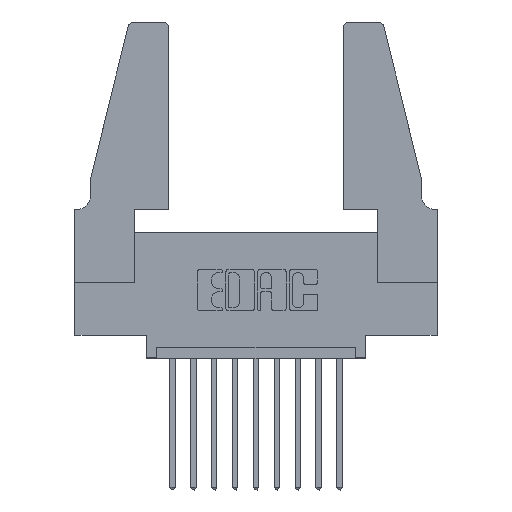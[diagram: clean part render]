
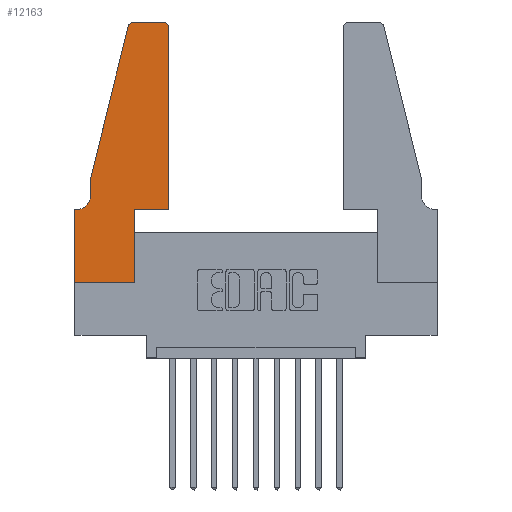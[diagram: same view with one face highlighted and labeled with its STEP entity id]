
A CAD part, top view. The second image highlights one B-rep face of the part: STEP entity #12163.
In plain terms, the highlighted planar face has unit normal (0, 0, 1).
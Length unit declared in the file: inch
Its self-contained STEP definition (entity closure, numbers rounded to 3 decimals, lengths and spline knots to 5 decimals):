
#73 = PLANE ( 'NONE',  #9324 ) ;
#166 = EDGE_LOOP ( 'NONE', ( #10628, #12754, #5226, #12882, #1085, #10748, #3401, #829, #7156, #3339, #4513, #2334 ) ) ;
#318 = EDGE_CURVE ( 'NONE', #11246, #10265, #8255, .T. ) ;
#364 = CARTESIAN_POINT ( 'NONE',  ( 0.4505, 0.35, 0.37 ) ) ;
#417 = VERTEX_POINT ( 'NONE', #5657 ) ;
#808 = CIRCLE ( 'NONE', #1122, 0.07 ) ;
#829 = ORIENTED_EDGE ( 'NONE', *, *, #5056, .T. ) ;
#1043 = DIRECTION ( 'NONE',  ( -1., 0., 0. ) ) ;
#1085 = ORIENTED_EDGE ( 'NONE', *, *, #3022, .T. ) ;
#1122 = AXIS2_PLACEMENT_3D ( 'NONE', #11642, #3209, #10632 ) ;
#1132 = LINE ( 'NONE', #11772, #9968 ) ;
#1152 = VERTEX_POINT ( 'NONE', #1988 ) ;
#1184 = DIRECTION ( 'NONE',  ( 1., 0., 0. ) ) ;
#1451 = VECTOR ( 'NONE', #5288, 39.37008 ) ;
#1542 = CARTESIAN_POINT ( 'NONE',  ( 0.4205, 1.25, 0.37 ) ) ;
#1988 = CARTESIAN_POINT ( 'NONE',  ( 0.284, 1.25, 0.37 ) ) ;
#1995 = VERTEX_POINT ( 'NONE', #364 ) ;
#2042 = DIRECTION ( 'NONE',  ( 1., 0., 0. ) ) ;
#2155 = CARTESIAN_POINT ( 'NONE',  ( 0.4505, 0.35, 0.37 ) ) ;
#2195 = DIRECTION ( 'NONE',  ( 0., -1., 0. ) ) ;
#2334 = ORIENTED_EDGE ( 'NONE', *, *, #8206, .T. ) ;
#2454 = VERTEX_POINT ( 'NONE', #9292 ) ;
#2536 = EDGE_CURVE ( 'NONE', #1995, #10552, #10311, .T. ) ;
#2740 = VECTOR ( 'NONE', #11935, 39.37008 ) ;
#2992 = DIRECTION ( 'NONE',  ( 0., 0., 1. ) ) ;
#3022 = EDGE_CURVE ( 'NONE', #2454, #12065, #808, .T. ) ;
#3209 = DIRECTION ( 'NONE',  ( 0., 0., -1. ) ) ;
#3272 = VERTEX_POINT ( 'NONE', #1542 ) ;
#3326 = AXIS2_PLACEMENT_3D ( 'NONE', #7295, #2992, #2042 ) ;
#3335 = VECTOR ( 'NONE', #9632, 39.37008 ) ;
#3339 = ORIENTED_EDGE ( 'NONE', *, *, #6473, .T. ) ;
#3401 = ORIENTED_EDGE ( 'NONE', *, *, #12804, .T. ) ;
#3680 = EDGE_CURVE ( 'NONE', #12065, #10316, #1132, .T. ) ;
#3746 = DIRECTION ( 'NONE',  ( 1., 0., 0. ) ) ;
#3960 = DIRECTION ( 'NONE',  ( 1., 0., 0. ) ) ;
#3996 = DIRECTION ( 'NONE',  ( 0., -1., 0. ) ) ;
#4156 = EDGE_CURVE ( 'NONE', #1152, #9150, #7228, .T. ) ;
#4282 = CIRCLE ( 'NONE', #7809, 0.03 ) ;
#4321 = EDGE_CURVE ( 'NONE', #3272, #1152, #8480, .T. ) ;
#4357 = EDGE_CURVE ( 'NONE', #9150, #9530, #12404, .T. ) ;
#4513 = ORIENTED_EDGE ( 'NONE', *, *, #2536, .T. ) ;
#4556 = DIRECTION ( 'NONE',  ( -1., 0., 0. ) ) ;
#4670 = LINE ( 'NONE', #11145, #5327 ) ;
#5056 = EDGE_CURVE ( 'NONE', #417, #11246, #4670, .T. ) ;
#5214 = CARTESIAN_POINT ( 'NONE',  ( 0.0755, 0.5, 0.37 ) ) ;
#5226 = ORIENTED_EDGE ( 'NONE', *, *, #4357, .T. ) ;
#5288 = DIRECTION ( 'NONE',  ( 0., 1., 0. ) ) ;
#5296 = LINE ( 'NONE', #8278, #6949 ) ;
#5327 = VECTOR ( 'NONE', #13469, 39.37008 ) ;
#5657 = CARTESIAN_POINT ( 'NONE',  ( 0., 0., 0.37 ) ) ;
#5853 = CARTESIAN_POINT ( 'NONE',  ( 0., 0.35, 0.37 ) ) ;
#6319 = FACE_OUTER_BOUND ( 'NONE', #166, .T. ) ;
#6473 = EDGE_CURVE ( 'NONE', #10265, #1995, #11062, .T. ) ;
#6587 = CARTESIAN_POINT ( 'NONE',  ( 0.0755, 0.5, 0.37 ) ) ;
#6672 = CARTESIAN_POINT ( 'NONE',  ( 0.2865, 0., 0.37 ) ) ;
#6949 = VECTOR ( 'NONE', #3996, 39.37008 ) ;
#7156 = ORIENTED_EDGE ( 'NONE', *, *, #318, .T. ) ;
#7228 = CIRCLE ( 'NONE', #3326, 0.03 ) ;
#7295 = CARTESIAN_POINT ( 'NONE',  ( 0.284, 1.22, 0.37 ) ) ;
#7329 = CARTESIAN_POINT ( 'NONE',  ( 0., 0.35, 0.37 ) ) ;
#7809 = AXIS2_PLACEMENT_3D ( 'NONE', #12320, #10254, #3960 ) ;
#7908 = CARTESIAN_POINT ( 'NONE',  ( 0.4505, 0.35, 0.37 ) ) ;
#8206 = EDGE_CURVE ( 'NONE', #10552, #3272, #4282, .T. ) ;
#8255 = LINE ( 'NONE', #12941, #3335 ) ;
#8278 = CARTESIAN_POINT ( 'NONE',  ( 0., 0., 0.37 ) ) ;
#8279 = VECTOR ( 'NONE', #3746, 39.37008 ) ;
#8480 = LINE ( 'NONE', #12959, #8642 ) ;
#8642 = VECTOR ( 'NONE', #1043, 39.37008 ) ;
#9150 = VERTEX_POINT ( 'NONE', #12774 ) ;
#9292 = CARTESIAN_POINT ( 'NONE',  ( 0.0755, 0.42, 0.37 ) ) ;
#9324 = AXIS2_PLACEMENT_3D ( 'NONE', #7329, #12553, #1184 ) ;
#9530 = VERTEX_POINT ( 'NONE', #5214 ) ;
#9632 = DIRECTION ( 'NONE',  ( 0., 1., 0. ) ) ;
#9968 = VECTOR ( 'NONE', #4556, 39.37008 ) ;
#10000 = CARTESIAN_POINT ( 'NONE',  ( 0.0755, 0.5, 0.37 ) ) ;
#10254 = DIRECTION ( 'NONE',  ( 0., 0., 1. ) ) ;
#10265 = VERTEX_POINT ( 'NONE', #13139 ) ;
#10274 = VECTOR ( 'NONE', #2195, 39.37008 ) ;
#10311 = LINE ( 'NONE', #2155, #1451 ) ;
#10316 = VERTEX_POINT ( 'NONE', #5853 ) ;
#10552 = VERTEX_POINT ( 'NONE', #11420 ) ;
#10628 = ORIENTED_EDGE ( 'NONE', *, *, #4321, .T. ) ;
#10632 = DIRECTION ( 'NONE',  ( -1., 0., 0. ) ) ;
#10748 = ORIENTED_EDGE ( 'NONE', *, *, #3680, .T. ) ;
#11062 = LINE ( 'NONE', #7908, #8279 ) ;
#11088 = EDGE_CURVE ( 'NONE', #9530, #2454, #13534, .T. ) ;
#11145 = CARTESIAN_POINT ( 'NONE',  ( 0., 0., 0.37 ) ) ;
#11246 = VERTEX_POINT ( 'NONE', #6672 ) ;
#11420 = CARTESIAN_POINT ( 'NONE',  ( 0.4505, 1.22, 0.37 ) ) ;
#11642 = CARTESIAN_POINT ( 'NONE',  ( 0.0055, 0.42, 0.37 ) ) ;
#11772 = CARTESIAN_POINT ( 'NONE',  ( 0.0755, 0.35, 0.37 ) ) ;
#11935 = DIRECTION ( 'NONE',  ( -0.239, -0.971, 0. ) ) ;
#12065 = VERTEX_POINT ( 'NONE', #12406 ) ;
#12163 = ADVANCED_FACE ( 'NONE', ( #6319 ), #73, .T. ) ;
#12320 = CARTESIAN_POINT ( 'NONE',  ( 0.4205, 1.22, 0.37 ) ) ;
#12404 = LINE ( 'NONE', #10000, #2740 ) ;
#12406 = CARTESIAN_POINT ( 'NONE',  ( 0.0055, 0.35, 0.37 ) ) ;
#12553 = DIRECTION ( 'NONE',  ( 0., 0., 1. ) ) ;
#12754 = ORIENTED_EDGE ( 'NONE', *, *, #4156, .T. ) ;
#12774 = CARTESIAN_POINT ( 'NONE',  ( 0.25487, 1.22718, 0.37 ) ) ;
#12804 = EDGE_CURVE ( 'NONE', #10316, #417, #5296, .T. ) ;
#12882 = ORIENTED_EDGE ( 'NONE', *, *, #11088, .T. ) ;
#12941 = CARTESIAN_POINT ( 'NONE',  ( 0.2865, 0.35, 0.37 ) ) ;
#12959 = CARTESIAN_POINT ( 'NONE',  ( 0.2605, 1.25, 0.37 ) ) ;
#13139 = CARTESIAN_POINT ( 'NONE',  ( 0.2865, 0.35, 0.37 ) ) ;
#13469 = DIRECTION ( 'NONE',  ( 1., 0., 0. ) ) ;
#13534 = LINE ( 'NONE', #6587, #10274 ) ;
